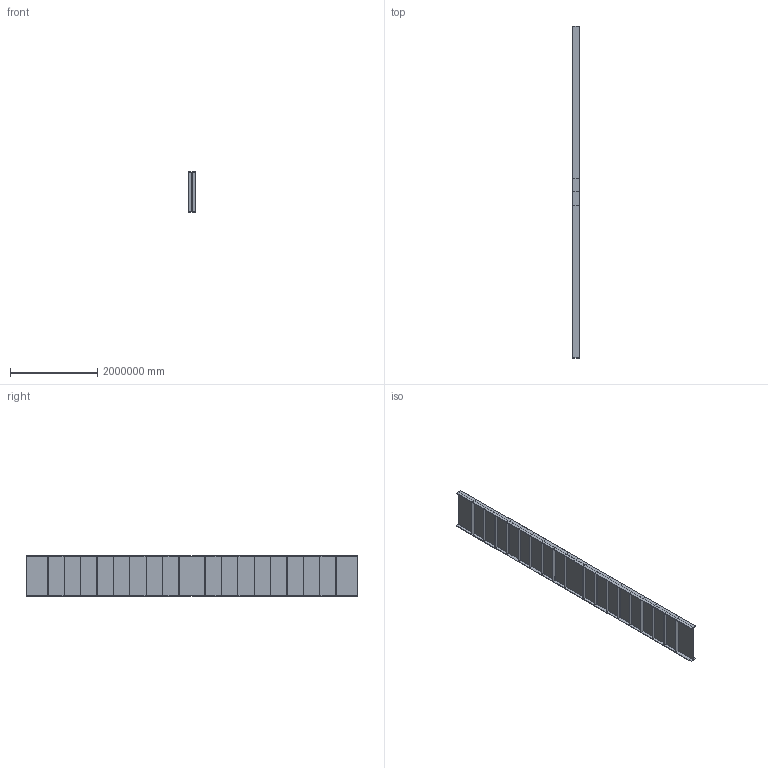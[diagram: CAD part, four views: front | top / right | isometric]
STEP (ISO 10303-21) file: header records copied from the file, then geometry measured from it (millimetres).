
FILE_DESCRIPTION(('Open CASCADE Model'),'2;1');
FILE_NAME('Open CASCADE Shape Model','2024-10-21T16:33:31',('Author'),( 'Open CASCADE'),'Open CASCADE STEP processor 7.3','Open CASCADE 7.3' ,'Unknown');
FILE_SCHEMA(('AUTOMOTIVE_DESIGN { 1 0 10303 214 1 1 1 1 }'));
Length unit declared in the file: metre
Products named in the file (1): Open CASCADE STEP translator 7.3 1
Bounding box: 150000 x 7600000 x 924000 mm (x, y, z)
Volume: 86544000000000000 mm3; surface area: 23156880000000 mm2
Topology: 1 solids, 1 shells, 198 faces, 486 edges, 324 vertices
Faces by surface type: plane 198
Entity records: 12038 total; most frequent: CARTESIAN_POINT 1981, DIRECTION 1856, LINE 1458, VECTOR 1458, ORIENTED_EDGE 972, PCURVE 972, DEFINITIONAL_REPRESENTATION 972, EDGE_CURVE 486
